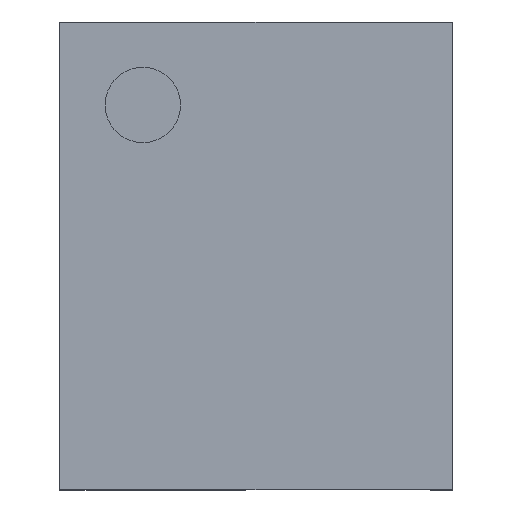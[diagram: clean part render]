
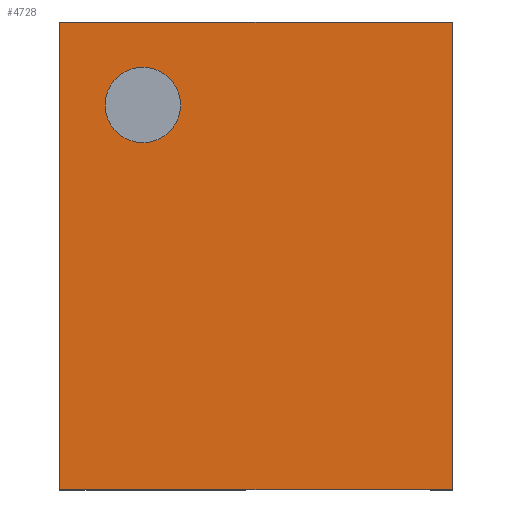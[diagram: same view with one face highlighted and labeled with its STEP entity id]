
A CAD part, top view. The second image highlights one B-rep face of the part: STEP entity #4728.
In plain terms, the highlighted free-form (B-spline) face has degree [1, 1] with [2, 2] control points.
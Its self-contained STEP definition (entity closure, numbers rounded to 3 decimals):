
#2519=CARTESIAN_POINT('',(-1.0,1.0,1.0));
#2520=VERTEX_POINT('',#2519);
#2529=CARTESIAN_POINT('',(-0.5,1.0,1.0));
#2530=VERTEX_POINT('',#2529);
#2531=CARTESIAN_POINT('',(-0.75,1.0,1.0));
#2532=DIRECTION('',(0.0,0.0,-1.0));
#2533=DIRECTION('',(-1.0,0.0,0.0));
#2534=AXIS2_PLACEMENT_3D('',#2531,#2532,#2533);
#2535=CIRCLE('',#2534,0.25);
#2536=EDGE_CURVE('',#2530,#2520,#2535,.T.);
#3501=CARTESIAN_POINT('',(-0.75,1.0,1.0));
#3502=DIRECTION('',(0.0,0.0,-1.0));
#3503=DIRECTION('',(-1.0,0.0,0.0));
#3504=AXIS2_PLACEMENT_3D('',#3501,#3502,#3503);
#3505=CIRCLE('',#3504,0.25);
#3506=EDGE_CURVE('',#2520,#2530,#3505,.T.);
#4583=CARTESIAN_POINT('',(-1.3,1.55,1.0));
#4584=VERTEX_POINT('',#4583);
#4591=CARTESIAN_POINT('',(1.3,1.55,1.0));
#4592=VERTEX_POINT('',#4591);
#4593=CARTESIAN_POINT('',(-1.3,1.55,1.0));
#4594=DIRECTION('',(1.0,0.0,0.0));
#4595=VECTOR('',#4594,2.6);
#4596=LINE('',#4593,#4595);
#4597=EDGE_CURVE('',#4584,#4592,#4596,.T.);
#4668=CARTESIAN_POINT('',(-1.3,-1.55,1.0));
#4669=VERTEX_POINT('',#4668);
#4676=CARTESIAN_POINT('',(-1.3,-1.55,1.0));
#4677=DIRECTION('',(0.0,1.0,0.0));
#4678=VECTOR('',#4677,3.1);
#4679=LINE('',#4676,#4678);
#4680=EDGE_CURVE('',#4669,#4584,#4679,.T.);
#4701=CARTESIAN_POINT('',(-1.3,-1.55,1.0));
#4702=CARTESIAN_POINT('',(1.3,-1.55,1.0));
#4703=CARTESIAN_POINT('',(-1.3,1.55,1.0));
#4704=CARTESIAN_POINT('',(1.3,1.55,1.0));
#4705=B_SPLINE_SURFACE_WITH_KNOTS('',1,1,((#4701,#4703),(#4702,#4704)),.UNSPECIFIED.,.F.,.F.,.U.,(2,2),(2,2),(0.0,2.6),(0.0,3.1),.UNSPECIFIED.);
#4706=CARTESIAN_POINT('',(1.3,-1.55,1.0));
#4707=VERTEX_POINT('',#4706);
#4708=CARTESIAN_POINT('',(1.3,1.55,1.0));
#4709=DIRECTION('',(0.0,-1.0,0.0));
#4710=VECTOR('',#4709,3.1);
#4711=LINE('',#4708,#4710);
#4712=EDGE_CURVE('',#4592,#4707,#4711,.T.);
#4713=ORIENTED_EDGE('',*,*,#4712,.F.);
#4714=ORIENTED_EDGE('',*,*,#4597,.F.);
#4715=ORIENTED_EDGE('',*,*,#4680,.F.);
#4716=CARTESIAN_POINT('',(1.3,-1.55,1.0));
#4717=DIRECTION('',(-1.0,0.0,0.0));
#4718=VECTOR('',#4717,2.6);
#4719=LINE('',#4716,#4718);
#4720=EDGE_CURVE('',#4707,#4669,#4719,.T.);
#4721=ORIENTED_EDGE('',*,*,#4720,.F.);
#4722=EDGE_LOOP('',(#4713,#4714,#4715,#4721));
#4723=FACE_OUTER_BOUND('',#4722,.T.);
#4724=ORIENTED_EDGE('',*,*,#2536,.T.);
#4725=ORIENTED_EDGE('',*,*,#3506,.T.);
#4726=EDGE_LOOP('',(#4724,#4725));
#4727=FACE_BOUND('',#4726,.T.);
#4728=ADVANCED_FACE('',(#4723,#4727),#4705,.T.);
